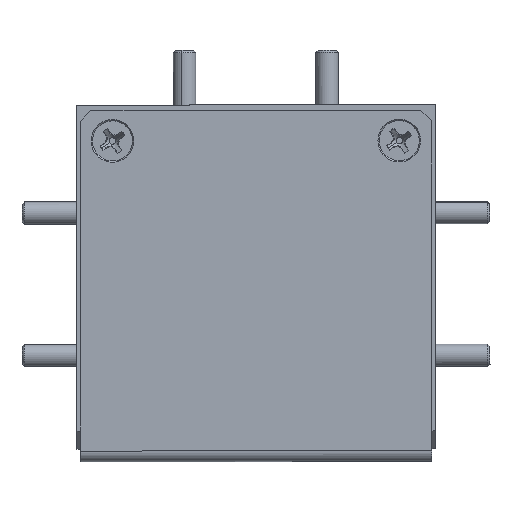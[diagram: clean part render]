
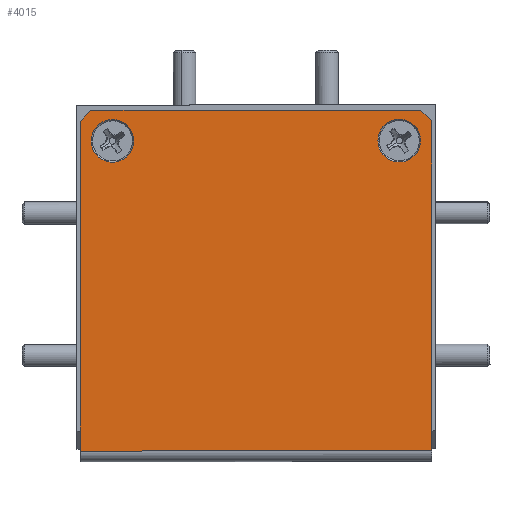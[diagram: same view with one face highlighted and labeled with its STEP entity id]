
A CAD part, front view. The second image highlights one B-rep face of the part: STEP entity #4015.
In plain terms, the highlighted planar face has unit normal (0, -1, 0).
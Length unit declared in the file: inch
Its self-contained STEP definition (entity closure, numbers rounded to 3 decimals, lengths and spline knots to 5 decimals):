
#68 = DIRECTION ( 'NONE',  ( 0., -1., 0. ) ) ;
#100 = CARTESIAN_POINT ( 'NONE',  ( -0.93207, -1.08295, -0.99013 ) ) ;
#191 = CARTESIAN_POINT ( 'NONE',  ( -1.02121, -1.08295, -1.85522 ) ) ;
#218 = ORIENTED_EDGE ( 'NONE', *, *, #9829, .F. ) ;
#289 = LINE ( 'NONE', #6744, #11284 ) ;
#635 = AXIS2_PLACEMENT_3D ( 'NONE', #7438, #1892, #12032 ) ;
#966 = VERTEX_POINT ( 'NONE', #10505 ) ;
#1062 = DIRECTION ( 'NONE',  ( 0.001, 0., -1. ) ) ;
#1101 = CARTESIAN_POINT ( 'NONE',  ( -0.93207, -1.08295, -0.99013 ) ) ;
#1265 = EDGE_CURVE ( 'NONE', #4315, #966, #6473, .T. ) ;
#1419 = EDGE_LOOP ( 'NONE', ( #1826, #7190 ) ) ;
#1826 = ORIENTED_EDGE ( 'NONE', *, *, #5441, .F. ) ;
#1892 = DIRECTION ( 'NONE',  ( 0., -1., 0. ) ) ;
#2084 = EDGE_CURVE ( 'NONE', #5635, #5718, #9408, .T. ) ;
#2095 = DIRECTION ( 'NONE',  ( 0., 1., 0. ) ) ;
#2172 = EDGE_CURVE ( 'NONE', #11121, #4893, #8040, .T. ) ;
#2382 = ORIENTED_EDGE ( 'NONE', *, *, #1265, .F. ) ;
#2525 = DIRECTION ( 'NONE',  ( -0.706, 0., -0.708 ) ) ;
#2577 = CARTESIAN_POINT ( 'NONE',  ( -0.87257, -1.08295, -0.99007 ) ) ;
#2601 = CARTESIAN_POINT ( 'NONE',  ( -1.02215, -1.08295, -0.90522 ) ) ;
#2814 = LINE ( 'NONE', #7679, #7471 ) ;
#3014 = LINE ( 'NONE', #3082, #11144 ) ;
#3082 = CARTESIAN_POINT ( 'NONE',  ( -0.07215, -1.08295, -0.90428 ) ) ;
#3087 = VECTOR ( 'NONE', #9433, 39.37008 ) ;
#3315 = VERTEX_POINT ( 'NONE', #5521 ) ;
#3554 = CARTESIAN_POINT ( 'NONE',  ( -0.04122, -1.08295, -1.85425 ) ) ;
#3558 = CIRCLE ( 'NONE', #4920, 0.0595 ) ;
#3738 = DIRECTION ( 'NONE',  ( -0.001, 0., 1. ) ) ;
#4015 = ADVANCED_FACE ( 'NONE', ( #8693, #9548, #4793 ), #10537, .F. ) ;
#4079 = EDGE_CURVE ( 'NONE', #8025, #5635, #2814, .T. ) ;
#4125 = DIRECTION ( 'NONE',  ( -0.708, 0., 0.706 ) ) ;
#4260 = VECTOR ( 'NONE', #2525, 39.37008 ) ;
#4315 = VERTEX_POINT ( 'NONE', #9711 ) ;
#4484 = VECTOR ( 'NONE', #3738, 39.37008 ) ;
#4767 = CARTESIAN_POINT ( 'NONE',  ( -0.04122, -1.08295, -1.85425 ) ) ;
#4770 = ORIENTED_EDGE ( 'NONE', *, *, #6590, .F. ) ;
#4793 = FACE_BOUND ( 'NONE', #1419, .T. ) ;
#4834 = DIRECTION ( 'NONE',  ( 0., -1., 0. ) ) ;
#4893 = VERTEX_POINT ( 'NONE', #6300 ) ;
#4920 = AXIS2_PLACEMENT_3D ( 'NONE', #1101, #4834, #7739 ) ;
#5172 = CARTESIAN_POINT ( 'NONE',  ( -0.07257, -1.08295, -0.98928 ) ) ;
#5441 = EDGE_CURVE ( 'NONE', #4893, #11121, #3558, .T. ) ;
#5521 = CARTESIAN_POINT ( 'NONE',  ( -0.19157, -1.08295, -0.9894 ) ) ;
#5635 = VERTEX_POINT ( 'NONE', #3554 ) ;
#5718 = VERTEX_POINT ( 'NONE', #11445 ) ;
#5764 = DIRECTION ( 'NONE',  ( 1., 0., 0.001 ) ) ;
#5796 = ORIENTED_EDGE ( 'NONE', *, *, #10764, .T. ) ;
#5867 = ORIENTED_EDGE ( 'NONE', *, *, #8049, .T. ) ;
#5925 = CIRCLE ( 'NONE', #635, 0.0595 ) ;
#6300 = CARTESIAN_POINT ( 'NONE',  ( -0.99157, -1.08295, -0.99019 ) ) ;
#6473 = LINE ( 'NONE', #2601, #3087 ) ;
#6557 = DIRECTION ( 'NONE',  ( -1., 0., -0.001 ) ) ;
#6590 = EDGE_CURVE ( 'NONE', #12024, #3315, #7773, .T. ) ;
#6646 = CARTESIAN_POINT ( 'NONE',  ( -0.13207, -1.08295, -0.98934 ) ) ;
#6683 = DIRECTION ( 'NONE',  ( 0., -1., 0. ) ) ;
#6744 = CARTESIAN_POINT ( 'NONE',  ( -1.02121, -1.08295, -1.85522 ) ) ;
#7139 = ORIENTED_EDGE ( 'NONE', *, *, #4079, .T. ) ;
#7190 = ORIENTED_EDGE ( 'NONE', *, *, #2172, .F. ) ;
#7438 = CARTESIAN_POINT ( 'NONE',  ( -0.13207, -1.08295, -0.98934 ) ) ;
#7471 = VECTOR ( 'NONE', #5764, 39.37008 ) ;
#7679 = CARTESIAN_POINT ( 'NONE',  ( -1.02121, -1.08295, -1.85522 ) ) ;
#7739 = DIRECTION ( 'NONE',  ( -1., 0., -0.001 ) ) ;
#7773 = CIRCLE ( 'NONE', #9147, 0.0595 ) ;
#8025 = VERTEX_POINT ( 'NONE', #8692 ) ;
#8040 = CIRCLE ( 'NONE', #8622, 0.0595 ) ;
#8049 = EDGE_CURVE ( 'NONE', #5718, #966, #3014, .T. ) ;
#8082 = AXIS2_PLACEMENT_3D ( 'NONE', #191, #2095, #1062 ) ;
#8118 = ORIENTED_EDGE ( 'NONE', *, *, #2084, .T. ) ;
#8192 = CARTESIAN_POINT ( 'NONE',  ( -1.02212, -1.08295, -0.93522 ) ) ;
#8622 = AXIS2_PLACEMENT_3D ( 'NONE', #100, #6683, #6557 ) ;
#8692 = CARTESIAN_POINT ( 'NONE',  ( -1.02121, -1.08295, -1.85522 ) ) ;
#8693 = FACE_BOUND ( 'NONE', #11184, .T. ) ;
#9147 = AXIS2_PLACEMENT_3D ( 'NONE', #6646, #68, #11231 ) ;
#9225 = CARTESIAN_POINT ( 'NONE',  ( -1.02212, -1.08295, -0.93522 ) ) ;
#9408 = LINE ( 'NONE', #4767, #4484 ) ;
#9433 = DIRECTION ( 'NONE',  ( 1., 0., 0.001 ) ) ;
#9526 = DIRECTION ( 'NONE',  ( -0.001, 0., 1. ) ) ;
#9548 = FACE_OUTER_BOUND ( 'NONE', #10855, .T. ) ;
#9678 = EDGE_CURVE ( 'NONE', #3315, #12024, #5925, .T. ) ;
#9711 = CARTESIAN_POINT ( 'NONE',  ( -0.99215, -1.08295, -0.90519 ) ) ;
#9829 = EDGE_CURVE ( 'NONE', #8025, #11263, #289, .T. ) ;
#10505 = CARTESIAN_POINT ( 'NONE',  ( -0.07215, -1.08295, -0.90428 ) ) ;
#10537 = PLANE ( 'NONE',  #8082 ) ;
#10764 = EDGE_CURVE ( 'NONE', #4315, #11263, #11791, .T. ) ;
#10855 = EDGE_LOOP ( 'NONE', ( #8118, #5867, #2382, #5796, #218, #7139 ) ) ;
#11121 = VERTEX_POINT ( 'NONE', #2577 ) ;
#11144 = VECTOR ( 'NONE', #4125, 39.37008 ) ;
#11150 = ORIENTED_EDGE ( 'NONE', *, *, #9678, .F. ) ;
#11184 = EDGE_LOOP ( 'NONE', ( #11150, #4770 ) ) ;
#11231 = DIRECTION ( 'NONE',  ( -1., 0., -0.001 ) ) ;
#11263 = VERTEX_POINT ( 'NONE', #9225 ) ;
#11284 = VECTOR ( 'NONE', #9526, 39.37008 ) ;
#11445 = CARTESIAN_POINT ( 'NONE',  ( -0.04212, -1.08295, -0.93425 ) ) ;
#11791 = LINE ( 'NONE', #8192, #4260 ) ;
#12024 = VERTEX_POINT ( 'NONE', #5172 ) ;
#12032 = DIRECTION ( 'NONE',  ( -1., 0., -0.001 ) ) ;
